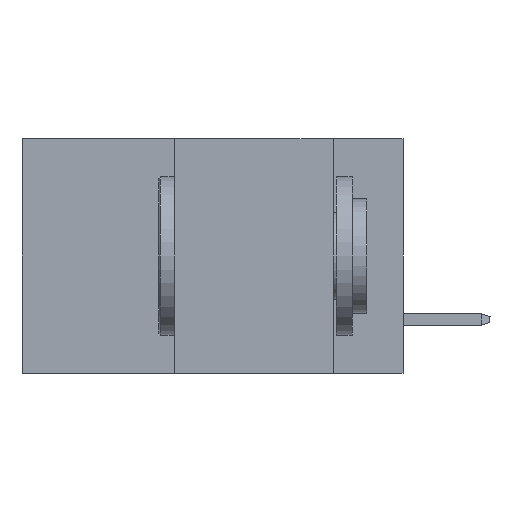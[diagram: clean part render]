
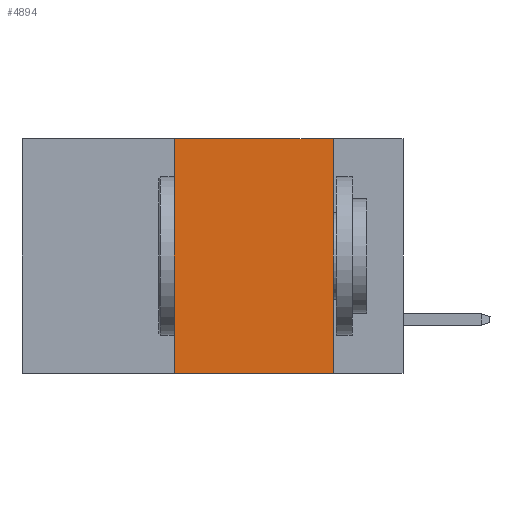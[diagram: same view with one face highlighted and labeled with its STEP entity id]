
A CAD part, left-side view. The second image highlights one B-rep face of the part: STEP entity #4894.
In plain terms, the highlighted planar face has unit normal (-1, 0, 0).
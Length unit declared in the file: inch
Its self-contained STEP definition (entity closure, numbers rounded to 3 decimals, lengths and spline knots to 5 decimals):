
#1833 = ORIENTED_EDGE ( 'NONE', *, *, #27882, .F. ) ;
#1853 = CARTESIAN_POINT ( 'NONE',  ( 0., 0.36, 0. ) ) ;
#2035 = VECTOR ( 'NONE', #35177, 39.37008 ) ;
#2188 = EDGE_CURVE ( 'NONE', #9675, #7631, #13308, .T. ) ;
#3022 = LINE ( 'NONE', #16937, #41905 ) ;
#4104 = VECTOR ( 'NONE', #17154, 39.37008 ) ;
#4894 = ADVANCED_FACE ( 'NONE', ( #41302 ), #27646, .F. ) ;
#6273 = ORIENTED_EDGE ( 'NONE', *, *, #2188, .T. ) ;
#6338 = CARTESIAN_POINT ( 'NONE',  ( 0., 0.36, -0.37 ) ) ;
#7631 = VERTEX_POINT ( 'NONE', #23037 ) ;
#8085 = LINE ( 'NONE', #27908, #2035 ) ;
#9675 = VERTEX_POINT ( 'NONE', #6338 ) ;
#9888 = CARTESIAN_POINT ( 'NONE',  ( 0., 0.11, 0. ) ) ;
#10092 = DIRECTION ( 'NONE',  ( 0., 0., 1. ) ) ;
#10914 = DIRECTION ( 'NONE',  ( 1., 0., 0. ) ) ;
#13308 = LINE ( 'NONE', #26754, #24580 ) ;
#14437 = DIRECTION ( 'NONE',  ( 0., 0., -1. ) ) ;
#16481 = EDGE_CURVE ( 'NONE', #9675, #35943, #3022, .T. ) ;
#16937 = CARTESIAN_POINT ( 'NONE',  ( 0., 0.36, 0. ) ) ;
#17154 = DIRECTION ( 'NONE',  ( 0., 0., -1. ) ) ;
#18469 = ORIENTED_EDGE ( 'NONE', *, *, #22883, .F. ) ;
#19733 = AXIS2_PLACEMENT_3D ( 'NONE', #31629, #10914, #14437 ) ;
#22883 = EDGE_CURVE ( 'NONE', #35943, #32304, #8085, .T. ) ;
#23037 = CARTESIAN_POINT ( 'NONE',  ( 0., 0.11, -0.37 ) ) ;
#24580 = VECTOR ( 'NONE', #26523, 39.37008 ) ;
#26161 = EDGE_LOOP ( 'NONE', ( #1833, #18469, #31040, #6273 ) ) ;
#26523 = DIRECTION ( 'NONE',  ( 0., -1., 0. ) ) ;
#26754 = CARTESIAN_POINT ( 'NONE',  ( 0., 0.6, -0.37 ) ) ;
#27030 = CARTESIAN_POINT ( 'NONE',  ( 0., 0.11, 0. ) ) ;
#27646 = PLANE ( 'NONE',  #19733 ) ;
#27882 = EDGE_CURVE ( 'NONE', #32304, #7631, #39633, .T. ) ;
#27908 = CARTESIAN_POINT ( 'NONE',  ( 0., 0.6, 0. ) ) ;
#31040 = ORIENTED_EDGE ( 'NONE', *, *, #16481, .F. ) ;
#31629 = CARTESIAN_POINT ( 'NONE',  ( 0., 0.6, 0. ) ) ;
#32304 = VERTEX_POINT ( 'NONE', #27030 ) ;
#35177 = DIRECTION ( 'NONE',  ( 0., -1., 0. ) ) ;
#35943 = VERTEX_POINT ( 'NONE', #1853 ) ;
#39633 = LINE ( 'NONE', #9888, #4104 ) ;
#41302 = FACE_OUTER_BOUND ( 'NONE', #26161, .T. ) ;
#41905 = VECTOR ( 'NONE', #10092, 39.37008 ) ;
